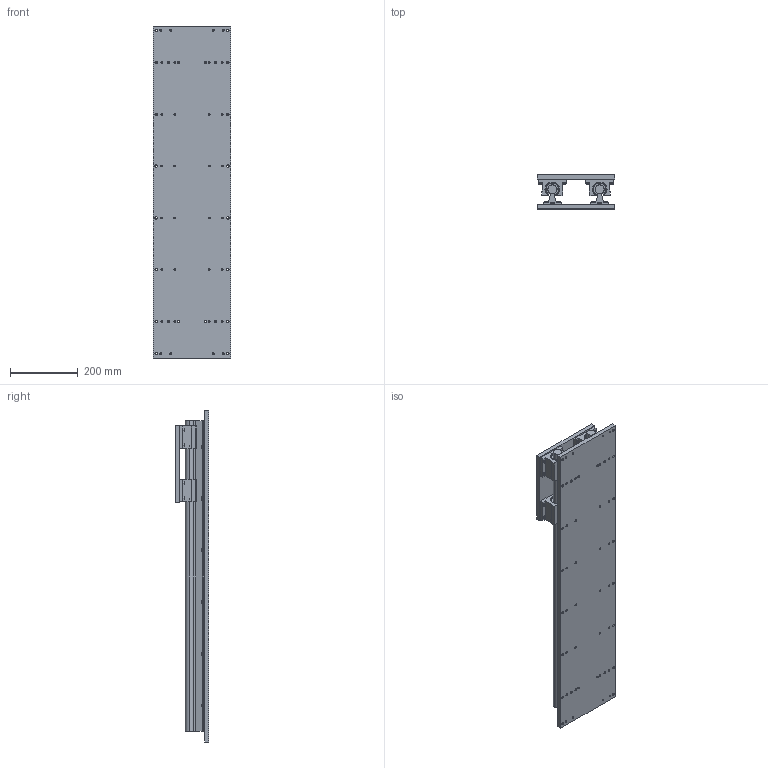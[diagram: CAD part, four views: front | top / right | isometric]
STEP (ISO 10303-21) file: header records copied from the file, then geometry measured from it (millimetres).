
FILE_DESCRIPTION (( 'STEP AP214' ), '1' );
FILE_NAME ('LinearSlide2_EAC8A3FC8C.step', '2022-12-15T15:54:57', ( '' ), ( '' ), 'SwSTEP 2.0', 'SolidWorks 2019', '' );
FILE_SCHEMA (( 'AUTOMOTIVE_DESIGN' ));
Length unit declared in the file: inch
Products named in the file (5): GPJf5lmnzg_CADModel_0; GPJf5lmnzg_CADModel_1; LinearSlide2_EAC8A3FC8C
Assembly tree (2 placements, depth 2):
  GPJf5lmnzg_CADModel_1
  LinearSlide2_EAC8A3FC8C
    GPJf5lmnzg_CADModel_1
    GPJf5lmnzg_CADModel_0
  GPJf5lmnzg_CADModel_0
Bounding box: 228.6 x 100.01 x 977.9 mm (x, y, z)
Volume: 6333080.8 mm3; surface area: 1333544.9 mm2
Topology: 90 solids, 90 shells, 2651 faces, 6368 edges, 3896 vertices
Faces by surface type: plane 1025, cylinder 914, cone 552, torus 96, sphere 48, bspline 16
Entity records: 115727 total; most frequent: CARTESIAN_POINT 17173, DIRECTION 13846, ORIENTED_EDGE 12528, EDGE_CURVE 6264, AXIS2_PLACEMENT_3D 5369, VERTEX_POINT 3896, LINE 3108, VECTOR 3108
